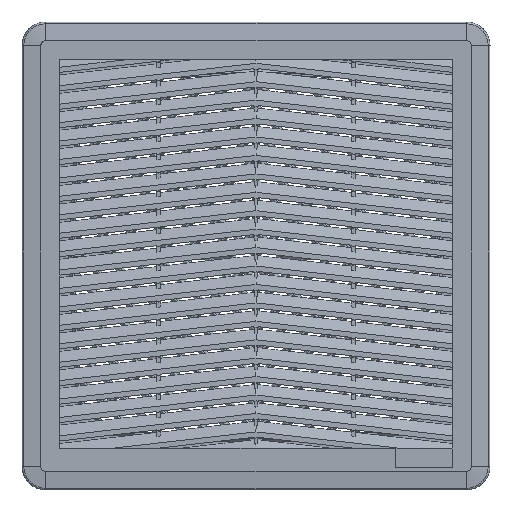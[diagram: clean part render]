
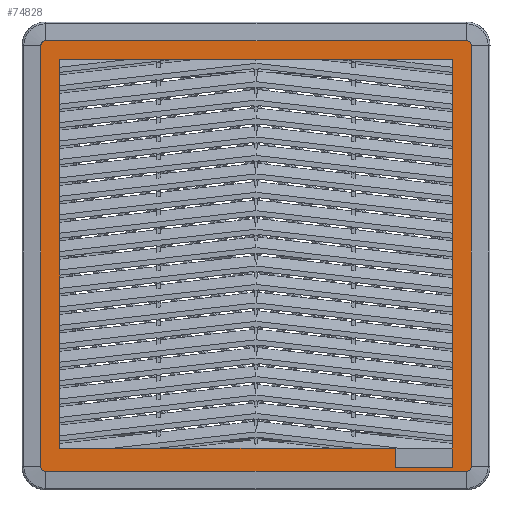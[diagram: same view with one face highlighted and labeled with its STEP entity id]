
A CAD part, front view. The second image highlights one B-rep face of the part: STEP entity #74828.
In plain terms, the highlighted planar face has unit normal (0, 1, 0).
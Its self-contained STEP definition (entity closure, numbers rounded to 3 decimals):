
#52847=DIRECTION('',(0.,0.,1.));
#52848=VECTOR('',#52847,225.001);
#52849=CARTESIAN_POINT('',(-115.,-33.8,
-112.501));
#52850=LINE('',#52849,#52848);
#52854=CARTESIAN_POINT('',(-115.,-33.8,
112.5));
#52861=CARTESIAN_POINT('',(-112.501,-33.8,
115.));
#52880=DIRECTION('',(1.,0.,0.));
#52881=VECTOR('',#52880,225.002);
#52882=CARTESIAN_POINT('',(-112.501,-33.8,
115.));
#52883=LINE('',#52882,#52881);
#52947=DIRECTION('',(0.,0.,-1.));
#52948=VECTOR('',#52947,225.001);
#52949=CARTESIAN_POINT('',(115.,-33.8,
112.5));
#52950=LINE('',#52949,#52948);
#52954=CARTESIAN_POINT('',(112.5,-33.8,
112.5));
#52955=DIRECTION('',(0.,-1.,0.));
#52956=DIRECTION('',(1.,0.,0.));
#52957=AXIS2_PLACEMENT_3D('',#52954,#52955,#52956);
#52962=CARTESIAN_POINT('',(-112.501,-33.8,
115.));
#52963=CARTESIAN_POINT('',(-112.779,-33.8,
114.996));
#52964=CARTESIAN_POINT('',(-113.301,-33.8,
114.914));
#52965=CARTESIAN_POINT('',(-114.001,-33.8,114.55));
#52966=CARTESIAN_POINT('',(-114.55,-33.8,
114.));
#52967=CARTESIAN_POINT('',(-114.914,-33.8,
113.301));
#52968=CARTESIAN_POINT('',(-114.996,-33.8,
112.779));
#52969=CARTESIAN_POINT('',(-115.,-33.8,
112.5));
#52974=CARTESIAN_POINT('',(-112.5,-33.8,
-112.501));
#52975=DIRECTION('',(0.,-1.,0.));
#52976=DIRECTION('',(-1.,0.,0.));
#52977=AXIS2_PLACEMENT_3D('',#52974,#52975,#52976);
#52982=CARTESIAN_POINT('',(112.5,-33.8,
-112.501));
#52983=DIRECTION('',(0.,-1.,0.));
#52984=DIRECTION('',(0.,0.,-1.));
#52985=AXIS2_PLACEMENT_3D('',#52982,#52983,#52984);
#52990=DIRECTION('',(1.,0.,0.));
#52991=VECTOR('',#52990,210.001);
#52992=CARTESIAN_POINT('',(-105.,-33.8,
105.));
#52993=LINE('',#52992,#52991);
#52997=DIRECTION('',(0.,0.,-1.));
#52998=VECTOR('',#52997,10.6);
#52999=CARTESIAN_POINT('',(105.,-33.8,
-102.601));
#53000=LINE('',#52999,#52998);
#53004=DIRECTION('',(-1.,0.,0.));
#53005=VECTOR('',#53004,30.5);
#53006=CARTESIAN_POINT('',(105.,-33.8,
-113.201));
#53007=LINE('',#53006,#53005);
#53011=DIRECTION('',(0.,0.,1.));
#53012=VECTOR('',#53011,10.4);
#53013=CARTESIAN_POINT('',(74.5,-33.8,
-113.201));
#53014=LINE('',#53013,#53012);
#53018=DIRECTION('',(-1.,0.,0.));
#53019=VECTOR('',#53018,179.501);
#53020=CARTESIAN_POINT('',(74.5,-33.8,
-102.801));
#53021=LINE('',#53020,#53019);
#53025=DIRECTION('',(0.,0.,1.));
#53026=VECTOR('',#53025,207.801);
#53027=CARTESIAN_POINT('',(-105.,-33.8,
-102.801));
#53028=LINE('',#53027,#53026);
#53046=DIRECTION('',(-1.,0.,0.));
#53047=VECTOR('',#53046,225.001);
#53048=CARTESIAN_POINT('',(112.5,-33.8,
-115.001));
#53049=LINE('',#53048,#53047);
#57938=DIRECTION('',(0.,0.,1.));
#57939=VECTOR('',#57938,207.601);
#57940=CARTESIAN_POINT('',(105.,-33.8,
-102.601));
#57941=LINE('',#57940,#57939);
#71397=VERTEX_POINT('',#52854);
#71398=VERTEX_POINT('',#52861);
#71733=CARTESIAN_POINT('',(105.,-33.8,
-102.601));
#71734=VERTEX_POINT('',#71733);
#71970=CARTESIAN_POINT('',(-115.,-33.8,
-112.501));
#71971=VERTEX_POINT('',#71970);
#71975=CARTESIAN_POINT('',(112.5,-33.8,
115.));
#71977=VERTEX_POINT('',#71975);
#71980=CARTESIAN_POINT('',(115.,-33.8,
112.5));
#71981=VERTEX_POINT('',#71980);
#71990=CARTESIAN_POINT('',(115.,-33.8,
-112.501));
#71991=VERTEX_POINT('',#71990);
#71992=CARTESIAN_POINT('',(-112.5,-33.8,
-115.001));
#71993=VERTEX_POINT('',#71992);
#71994=CARTESIAN_POINT('',(112.5,-33.8,
-115.001));
#71995=VERTEX_POINT('',#71994);
#71996=CARTESIAN_POINT('',(-105.,-33.8,
105.));
#71997=CARTESIAN_POINT('',(105.,-33.8,
105.));
#71998=VERTEX_POINT('',#71996);
#71999=VERTEX_POINT('',#71997);
#72000=CARTESIAN_POINT('',(105.,-33.8,
-113.201));
#72001=VERTEX_POINT('',#72000);
#72002=CARTESIAN_POINT('',(74.5,-33.8,
-113.201));
#72003=VERTEX_POINT('',#72002);
#72004=CARTESIAN_POINT('',(74.5,-33.8,
-102.801));
#72005=VERTEX_POINT('',#72004);
#72006=CARTESIAN_POINT('',(-105.,-33.8,
-102.801));
#72007=VERTEX_POINT('',#72006);
#74793=CARTESIAN_POINT('',(-115.,-33.8,
116.38));
#74794=DIRECTION('',(0.,1.,0.));
#74795=DIRECTION('',(1.,0.,0.));
#74796=AXIS2_PLACEMENT_3D('',#74793,#74794,#74795);
#74797=PLANE('',#74796);
#74798=ORIENTED_EDGE('',*,*,#74786,.F.);
#74799=ORIENTED_EDGE('',*,*,#74742,.T.);
#74800=ORIENTED_EDGE('',*,*,#74729,.F.);
#74802=ORIENTED_EDGE('',*,*,#74801,.T.);
#74803=ORIENTED_EDGE('',*,*,#74699,.F.);
#74805=ORIENTED_EDGE('',*,*,#74804,.T.);
#74807=ORIENTED_EDGE('',*,*,#74806,.F.);
#74809=ORIENTED_EDGE('',*,*,#74808,.T.);
#74810=EDGE_LOOP('',(#74798,#74799,#74800,#74802,#74803,#74805,#74807,#74809));
#74811=FACE_OUTER_BOUND('',#74810,.F.);
#74813=ORIENTED_EDGE('',*,*,#74812,.T.);
#74815=ORIENTED_EDGE('',*,*,#74814,.F.);
#74817=ORIENTED_EDGE('',*,*,#74816,.T.);
#74819=ORIENTED_EDGE('',*,*,#74818,.T.);
#74821=ORIENTED_EDGE('',*,*,#74820,.T.);
#74823=ORIENTED_EDGE('',*,*,#74822,.T.);
#74825=ORIENTED_EDGE('',*,*,#74824,.T.);
#74826=EDGE_LOOP('',(#74813,#74815,#74817,#74819,#74821,#74823,#74825));
#74827=FACE_BOUND('',#74826,.F.);
#74828=ADVANCED_FACE('',(#74811,#74827),#74797,.T.);
#52958=CIRCLE('',#52957,2.5);
#52970=B_SPLINE_CURVE_WITH_KNOTS('',3,(#52962,#52963,#52964,#52965,#52966,
#52967,#52968,#52969),.UNSPECIFIED.,.F.,.F.,(4,1,1,1,1,4),(0.,0.2,0.4,
0.6,0.8,1.),.UNSPECIFIED.);
#52978=CIRCLE('',#52977,2.5);
#52986=CIRCLE('',#52985,2.5);
#74699=EDGE_CURVE('',#71971,#71397,#52850,.T.);
#74729=EDGE_CURVE('',#71398,#71977,#52883,.T.);
#74742=EDGE_CURVE('',#71981,#71977,#52958,.T.);
#74786=EDGE_CURVE('',#71981,#71991,#52950,.T.);
#74801=EDGE_CURVE('',#71398,#71397,#52970,.T.);
#74804=EDGE_CURVE('',#71971,#71993,#52978,.T.);
#74806=EDGE_CURVE('',#71995,#71993,#53049,.T.);
#74808=EDGE_CURVE('',#71995,#71991,#52986,.T.);
#74812=EDGE_CURVE('',#71998,#71999,#52993,.T.);
#74814=EDGE_CURVE('',#71734,#71999,#57941,.T.);
#74816=EDGE_CURVE('',#71734,#72001,#53000,.T.);
#74818=EDGE_CURVE('',#72001,#72003,#53007,.T.);
#74820=EDGE_CURVE('',#72003,#72005,#53014,.T.);
#74822=EDGE_CURVE('',#72005,#72007,#53021,.T.);
#74824=EDGE_CURVE('',#72007,#71998,#53028,.T.);
